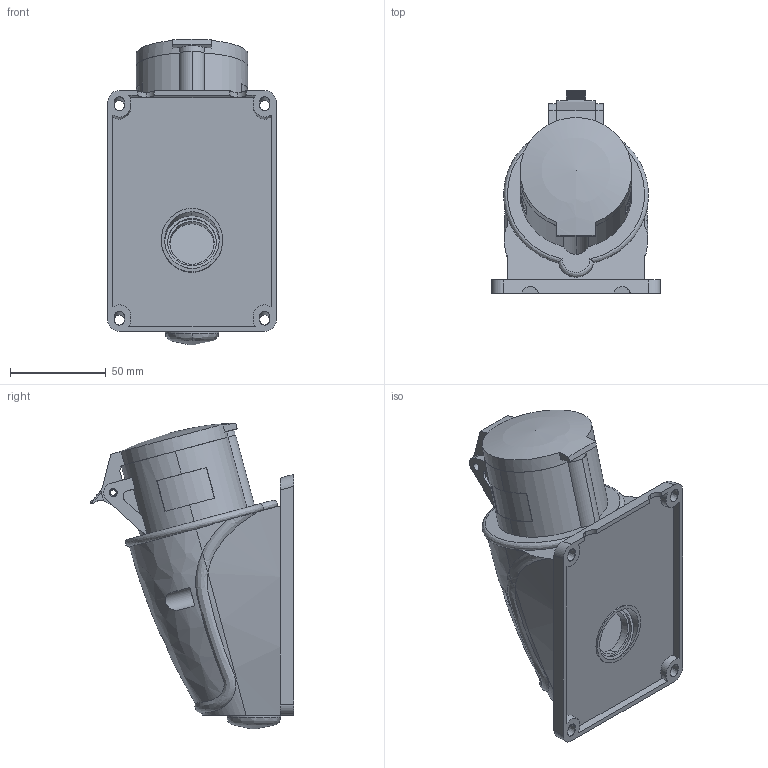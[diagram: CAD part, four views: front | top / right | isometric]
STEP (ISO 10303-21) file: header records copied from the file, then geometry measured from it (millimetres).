
FILE_DESCRIPTION (( 'STEP AP214' ), '1' );
FILE_NAME ('PSN12-016-4 Ðîçåòêà ñòàöèîíàðíàÿ ÑÑÈ-114 16À-6÷380-415Â 3Ð+ÐÅ IP44 MAGNUM ÈÝÊ1.STEP', '2025-09-15T12:55:58', ( '' ), ( '' ), 'SwSTEP 2.0', 'SolidWorks 2022', '' );
FILE_SCHEMA (( 'AUTOMOTIVE_DESIGN' ));
Length unit declared in the file: millimetre
Products named in the file (1): PSN12-016-4 Розетка стационарная ССИ-114 16А-6ч380-415В 3Р+РЕ IP44 MAGNUM ИЭК1
Bounding box: 88 x 106.09 x 159.74 mm (x, y, z)
Volume: 236422.5 mm3; surface area: 129465.2 mm2
Topology: 2 solids, 3 shells, 596 faces, 1605 edges, 1061 vertices
Faces by surface type: plane 291, cylinder 192, bspline 76, cone 23, sphere 12, torus 2
Entity records: 27934 total; most frequent: CARTESIAN_POINT 13453, ORIENTED_EDGE 3158, DIRECTION 2787, EDGE_CURVE 1579, VERTEX_POINT 1049, AXIS2_PLACEMENT_3D 980, LINE 827, VECTOR 827
